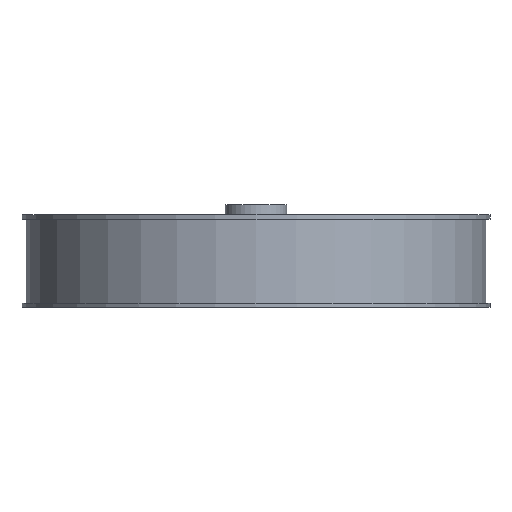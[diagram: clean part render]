
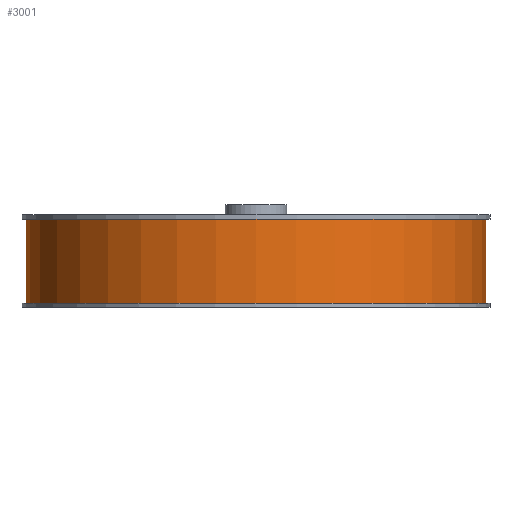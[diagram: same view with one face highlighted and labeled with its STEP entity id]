
A CAD part, front view. The second image highlights one B-rep face of the part: STEP entity #3001.
In plain terms, the highlighted cylindrical face has radius 71.12 mm (diameter 142.24 mm), a partial arc.
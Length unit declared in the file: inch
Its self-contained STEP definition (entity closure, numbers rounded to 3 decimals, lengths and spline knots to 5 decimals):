
#32 = CARTESIAN_POINT ( 'NONE',  ( -2.8, 0., 1.075 ) ) ;
#38 = DIRECTION ( 'NONE',  ( 0., 0., 1. ) ) ;
#125 = CIRCLE ( 'NONE', #3105, 2.8 ) ;
#397 = CARTESIAN_POINT ( 'NONE',  ( 0., 0., 0.05 ) ) ;
#498 = EDGE_CURVE ( 'NONE', #1722, #2497, #3160, .T. ) ;
#586 = FACE_OUTER_BOUND ( 'NONE', #1292, .T. ) ;
#608 = ORIENTED_EDGE ( 'NONE', *, *, #2325, .T. ) ;
#618 = VECTOR ( 'NONE', #893, 39.37008 ) ;
#890 = ORIENTED_EDGE ( 'NONE', *, *, #498, .F. ) ;
#893 = DIRECTION ( 'NONE',  ( 0., 0., 1. ) ) ;
#976 = CARTESIAN_POINT ( 'NONE',  ( -2.8, 0., 0.05 ) ) ;
#1200 = CARTESIAN_POINT ( 'NONE',  ( -2.8, 0., 0. ) ) ;
#1277 = DIRECTION ( 'NONE',  ( 0., 0., 1. ) ) ;
#1292 = EDGE_LOOP ( 'NONE', ( #890, #608, #3645, #2421 ) ) ;
#1348 = CYLINDRICAL_SURFACE ( 'NONE', #1515, 2.8 ) ;
#1515 = AXIS2_PLACEMENT_3D ( 'NONE', #3851, #1808, #1844 ) ;
#1722 = VERTEX_POINT ( 'NONE', #976 ) ;
#1808 = DIRECTION ( 'NONE',  ( 0., 0., 1. ) ) ;
#1844 = DIRECTION ( 'NONE',  ( 1., 0., 0. ) ) ;
#2212 = CARTESIAN_POINT ( 'NONE',  ( 2.8, 0., 0.05 ) ) ;
#2325 = EDGE_CURVE ( 'NONE', #1722, #3247, #125, .T. ) ;
#2343 = VECTOR ( 'NONE', #38, 39.37008 ) ;
#2378 = DIRECTION ( 'NONE',  ( 0., 0., 1. ) ) ;
#2389 = EDGE_CURVE ( 'NONE', #2497, #3003, #3127, .T. ) ;
#2421 = ORIENTED_EDGE ( 'NONE', *, *, #2389, .F. ) ;
#2497 = VERTEX_POINT ( 'NONE', #32 ) ;
#2849 = CARTESIAN_POINT ( 'NONE',  ( 2.8, 0., 1.075 ) ) ;
#3001 = ADVANCED_FACE ( 'NONE', ( #586 ), #1348, .T. ) ;
#3003 = VERTEX_POINT ( 'NONE', #2849 ) ;
#3046 = DIRECTION ( 'NONE',  ( 1., 0., 0. ) ) ;
#3105 = AXIS2_PLACEMENT_3D ( 'NONE', #397, #2378, #3046 ) ;
#3127 = CIRCLE ( 'NONE', #4020, 2.8 ) ;
#3160 = LINE ( 'NONE', #1200, #618 ) ;
#3232 = LINE ( 'NONE', #3362, #2343 ) ;
#3247 = VERTEX_POINT ( 'NONE', #2212 ) ;
#3278 = DIRECTION ( 'NONE',  ( 1., 0., 0. ) ) ;
#3362 = CARTESIAN_POINT ( 'NONE',  ( 2.8, 0., 0. ) ) ;
#3574 = EDGE_CURVE ( 'NONE', #3247, #3003, #3232, .T. ) ;
#3621 = CARTESIAN_POINT ( 'NONE',  ( 0., 0., 1.075 ) ) ;
#3645 = ORIENTED_EDGE ( 'NONE', *, *, #3574, .T. ) ;
#3851 = CARTESIAN_POINT ( 'NONE',  ( 0., 0., 0. ) ) ;
#4020 = AXIS2_PLACEMENT_3D ( 'NONE', #3621, #1277, #3278 ) ;
